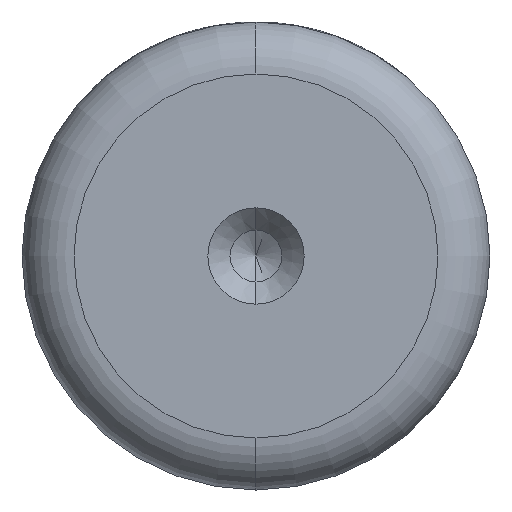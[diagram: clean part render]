
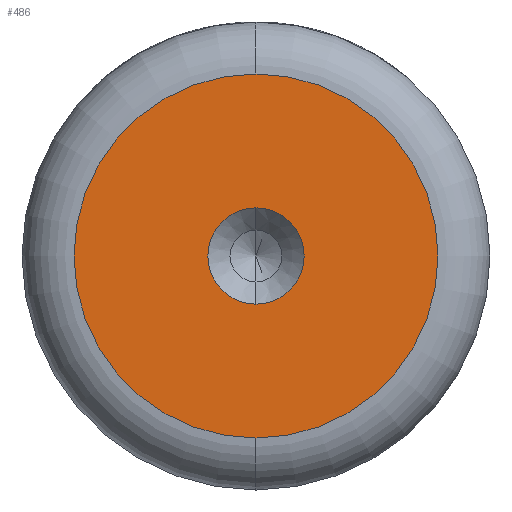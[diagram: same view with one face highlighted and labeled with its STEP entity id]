
A CAD part, left-side view. The second image highlights one B-rep face of the part: STEP entity #486.
In plain terms, the highlighted planar face has unit normal (-1, 0, 0).
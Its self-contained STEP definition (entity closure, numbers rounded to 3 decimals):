
#9 = CARTESIAN_POINT ( 'NONE',  ( 0., 0., 0. ) ) ;
#14 = DIRECTION ( 'NONE',  ( -1., 0., 0. ) ) ;
#45 = EDGE_CURVE ( 'NONE', #361, #760, #129, .T. ) ;
#69 = ORIENTED_EDGE ( 'NONE', *, *, #839, .T. ) ;
#84 = EDGE_CURVE ( 'NONE', #821, #412, #168, .T. ) ;
#129 = CIRCLE ( 'NONE', #222, 1.85 ) ;
#168 = CIRCLE ( 'NONE', #520, 7. ) ;
#188 = CARTESIAN_POINT ( 'NONE',  ( 0., 0., 0. ) ) ;
#222 = AXIS2_PLACEMENT_3D ( 'NONE', #1246, #633, #1345 ) ;
#304 = DIRECTION ( 'NONE',  ( 0., 0., 1. ) ) ;
#338 = EDGE_LOOP ( 'NONE', ( #636, #1324 ) ) ;
#361 = VERTEX_POINT ( 'NONE', #990 ) ;
#412 = VERTEX_POINT ( 'NONE', #1172 ) ;
#435 = EDGE_CURVE ( 'NONE', #760, #361, #544, .T. ) ;
#439 = DIRECTION ( 'NONE',  ( -1., 0., 0. ) ) ;
#476 = CIRCLE ( 'NONE', #733, 7. ) ;
#486 = ADVANCED_FACE ( 'NONE', ( #1047, #842 ), #876, .T. ) ;
#503 = CARTESIAN_POINT ( 'NONE',  ( 0., 0., -1.85 ) ) ;
#520 = AXIS2_PLACEMENT_3D ( 'NONE', #188, #941, #304 ) ;
#544 = CIRCLE ( 'NONE', #1287, 1.85 ) ;
#633 = DIRECTION ( 'NONE',  ( -1., 0., 0. ) ) ;
#636 = ORIENTED_EDGE ( 'NONE', *, *, #45, .F. ) ;
#669 = CARTESIAN_POINT ( 'NONE',  ( 0., 0., -7. ) ) ;
#676 = CARTESIAN_POINT ( 'NONE',  ( 0., 0., 0. ) ) ;
#733 = AXIS2_PLACEMENT_3D ( 'NONE', #676, #14, #776 ) ;
#760 = VERTEX_POINT ( 'NONE', #503 ) ;
#776 = DIRECTION ( 'NONE',  ( 0., 0., 1. ) ) ;
#798 = ORIENTED_EDGE ( 'NONE', *, *, #84, .T. ) ;
#821 = VERTEX_POINT ( 'NONE', #669 ) ;
#839 = EDGE_CURVE ( 'NONE', #412, #821, #476, .T. ) ;
#842 = FACE_OUTER_BOUND ( 'NONE', #1240, .T. ) ;
#876 = PLANE ( 'NONE',  #1160 ) ;
#941 = DIRECTION ( 'NONE',  ( -1., 0., 0. ) ) ;
#978 = DIRECTION ( 'NONE',  ( 0., 0., 1. ) ) ;
#990 = CARTESIAN_POINT ( 'NONE',  ( 0., 0., 1.85 ) ) ;
#1047 = FACE_BOUND ( 'NONE', #338, .T. ) ;
#1077 = CARTESIAN_POINT ( 'NONE',  ( 0., 0., 0. ) ) ;
#1087 = DIRECTION ( 'NONE',  ( -1., 0., 0. ) ) ;
#1160 = AXIS2_PLACEMENT_3D ( 'NONE', #9, #1087, #978 ) ;
#1172 = CARTESIAN_POINT ( 'NONE',  ( 0., 0., 7. ) ) ;
#1174 = DIRECTION ( 'NONE',  ( 0., 0., 1. ) ) ;
#1240 = EDGE_LOOP ( 'NONE', ( #69, #798 ) ) ;
#1246 = CARTESIAN_POINT ( 'NONE',  ( 0., 0., 0. ) ) ;
#1287 = AXIS2_PLACEMENT_3D ( 'NONE', #1077, #439, #1174 ) ;
#1324 = ORIENTED_EDGE ( 'NONE', *, *, #435, .F. ) ;
#1345 = DIRECTION ( 'NONE',  ( 0., 0., 1. ) ) ;
